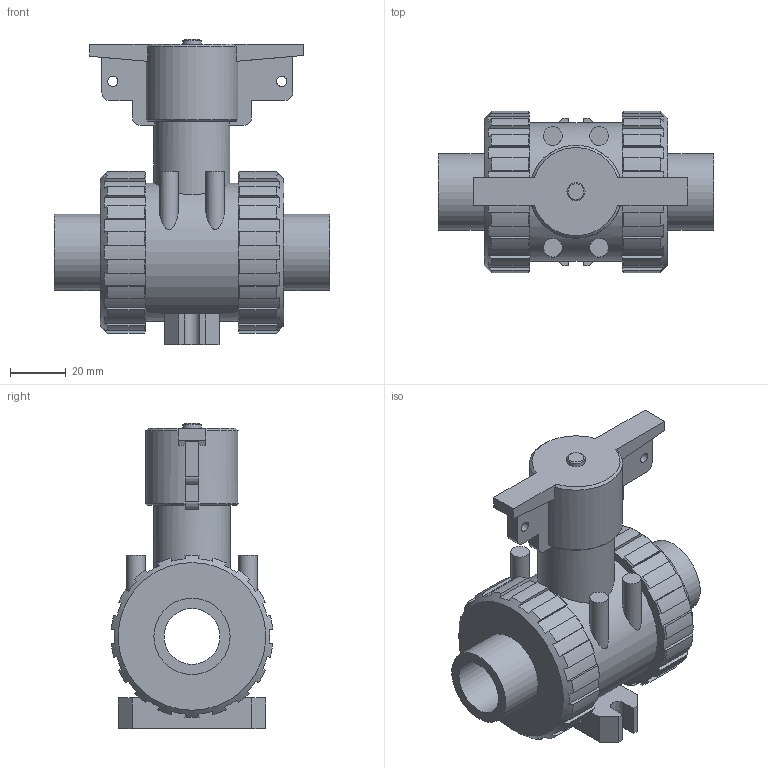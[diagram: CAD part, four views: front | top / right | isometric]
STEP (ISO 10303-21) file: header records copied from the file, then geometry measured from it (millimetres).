
FILE_DESCRIPTION( ( 'STEP AP214' ), '1' );
FILE_NAME( '22363132007(architecture400).stp', '2021-11-17T12:00:56', ( 'License CC BY-ND 4.0' ), ( 'CADENAS' ), ' ', 'PARTsolutions', ' ' );
FILE_SCHEMA( ( 'AUTOMOTIVE_DESIGN { 1 0 10303 214 1 1 1 1 }' ) );
Length unit declared in the file: millimetre
Products named in the file (1): _22363132007(architecture400)
Bounding box: 98.5 x 57.78 x 109.23 mm (x, y, z)
Volume: 187742.9 mm3; surface area: 38078 mm2
Topology: 1 solids, 1 shells, 258 faces, 741 edges, 495 vertices
Faces by surface type: plane 123, cylinder 92, cone 43
Full cylindrical faces by diameter (mm): 3.64 x2, 6.5 x1, 6.667 x4, 20 x1, 27.3 x3, 49.453 x1
Entity records: 10818 total; most frequent: CARTESIAN_POINT 1874, DIRECTION 1452, ORIENTED_EDGE 1432, EDGE_CURVE 716, AXIS2_PLACEMENT_3D 490, VERTEX_POINT 486, LINE 472, VECTOR 472
